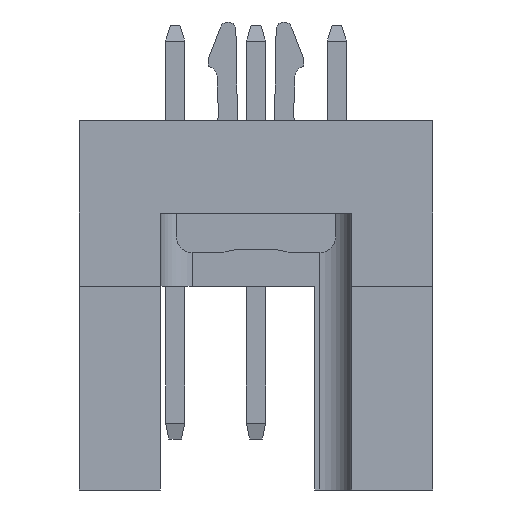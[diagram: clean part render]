
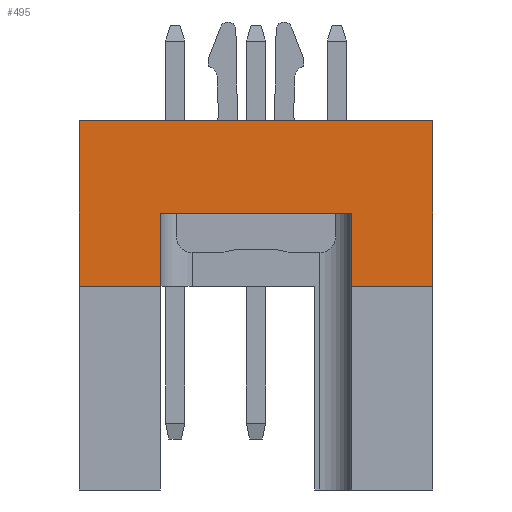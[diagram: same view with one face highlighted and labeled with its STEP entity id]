
A CAD part, left-side view. The second image highlights one B-rep face of the part: STEP entity #495.
In plain terms, the highlighted planar face has unit normal (-1, 0, 0).
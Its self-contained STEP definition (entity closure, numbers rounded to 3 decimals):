
#35=CARTESIAN_POINT('',(-7.62,2.5,0.));
#36=VERTEX_POINT('',#35);
#43=CARTESIAN_POINT('',(-7.62,2.5,-5.2));
#44=VERTEX_POINT('',#43);
#45=CARTESIAN_POINT('',(-7.62,2.5,0.));
#46=DIRECTION('',(0.,0.,-1.));
#47=VECTOR('',#46,5.2);
#48=LINE('',#45,#47);
#49=EDGE_CURVE('',#36,#44,#48,.T.);
#335=CARTESIAN_POINT('',(-7.62,13.6,-5.2));
#336=VERTEX_POINT('',#335);
#343=CARTESIAN_POINT('',(-7.62,13.6,0.));
#344=VERTEX_POINT('',#343);
#345=CARTESIAN_POINT('',(-7.62,13.6,-5.2));
#346=DIRECTION('',(0.,0.,1.));
#347=VECTOR('',#346,5.2);
#348=LINE('',#345,#347);
#349=EDGE_CURVE('',#336,#344,#348,.T.);
#368=CARTESIAN_POINT('',(-7.62,13.6,0.));
#369=DIRECTION('',(0.,-1.,0.));
#370=VECTOR('',#369,11.1);
#371=LINE('',#368,#370);
#372=EDGE_CURVE('',#344,#36,#371,.T.);
#447=CARTESIAN_POINT('',(-7.62,8.05,-2.6));
#448=DIRECTION('',(0.,0.,1.));
#449=DIRECTION('',(-1.,0.,0.));
#450=AXIS2_PLACEMENT_3D('',#447,#449,#448);
#451=PLANE('',#450);
#452=CARTESIAN_POINT('',(-7.62,5.05,-2.9));
#453=VERTEX_POINT('',#452);
#454=CARTESIAN_POINT('',(-7.62,5.05,-5.2));
#455=VERTEX_POINT('',#454);
#456=CARTESIAN_POINT('',(-7.62,5.05,-2.9));
#457=DIRECTION('',(0.,0.,-1.));
#458=VECTOR('',#457,2.3);
#459=LINE('',#456,#458);
#460=EDGE_CURVE('',#453,#455,#459,.T.);
#461=ORIENTED_EDGE('',*,*,#460,.T.);
#462=CARTESIAN_POINT('',(-7.62,5.05,-5.2));
#463=DIRECTION('',(0.,-1.,0.));
#464=VECTOR('',#463,2.55);
#465=LINE('',#462,#464);
#466=EDGE_CURVE('',#455,#44,#465,.T.);
#467=ORIENTED_EDGE('',*,*,#466,.T.);
#468=ORIENTED_EDGE('',*,*,#49,.F.);
#469=ORIENTED_EDGE('',*,*,#372,.F.);
#470=ORIENTED_EDGE('',*,*,#349,.F.);
#471=CARTESIAN_POINT('',(-7.62,11.05,-5.2));
#472=VERTEX_POINT('',#471);
#473=CARTESIAN_POINT('',(-7.62,13.6,-5.2));
#474=DIRECTION('',(0.,-1.,0.));
#475=VECTOR('',#474,2.55);
#476=LINE('',#473,#475);
#477=EDGE_CURVE('',#336,#472,#476,.T.);
#478=ORIENTED_EDGE('',*,*,#477,.T.);
#479=CARTESIAN_POINT('',(-7.62,11.05,-2.9));
#480=VERTEX_POINT('',#479);
#481=CARTESIAN_POINT('',(-7.62,11.05,-5.2));
#482=DIRECTION('',(0.,0.,1.));
#483=VECTOR('',#482,2.3);
#484=LINE('',#481,#483);
#485=EDGE_CURVE('',#472,#480,#484,.T.);
#486=ORIENTED_EDGE('',*,*,#485,.T.);
#487=CARTESIAN_POINT('',(-7.62,11.05,-2.9));
#488=DIRECTION('',(0.,-1.,0.));
#489=VECTOR('',#488,6.);
#490=LINE('',#487,#489);
#491=EDGE_CURVE('',#480,#453,#490,.T.);
#492=ORIENTED_EDGE('',*,*,#491,.T.);
#493=EDGE_LOOP('',(#461,#467,#468,#469,#470,#478,#486,#492));
#494=FACE_OUTER_BOUND('',#493,.T.);
#495=ADVANCED_FACE('',(#494),#451,.T.);
